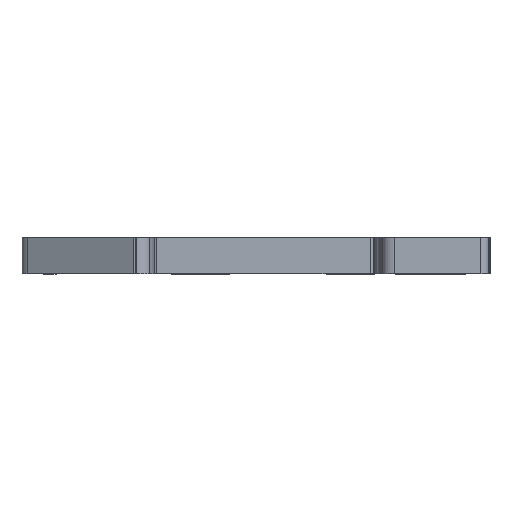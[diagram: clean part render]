
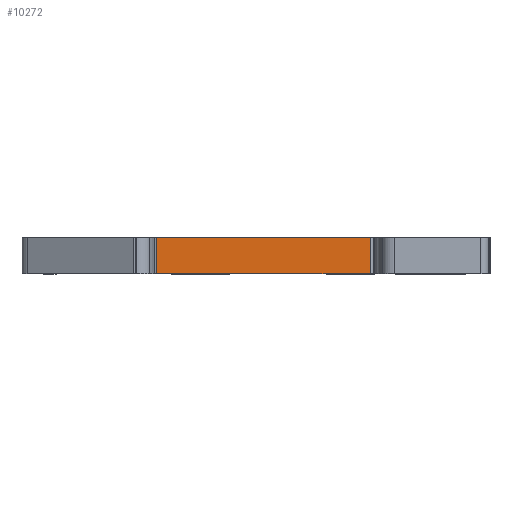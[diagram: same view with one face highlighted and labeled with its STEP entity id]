
A CAD part, front view. The second image highlights one B-rep face of the part: STEP entity #10272.
In plain terms, the highlighted planar face has unit normal (0, -1, 0).
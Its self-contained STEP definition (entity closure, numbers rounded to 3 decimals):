
#489=DIRECTION('',(1.,0.,0.));
#490=VECTOR('',#489,30.895);
#491=CARTESIAN_POINT('',(420.37,4.333,0.));
#492=LINE('',#491,#490);
#3753=DIRECTION('',(0.,0.,1.));
#3754=VECTOR('',#3753,5.2);
#3755=CARTESIAN_POINT('',(420.37,4.333,0.));
#3756=LINE('',#3755,#3754);
#3757=DIRECTION('',(1.,0.,0.));
#3758=VECTOR('',#3757,30.895);
#3759=CARTESIAN_POINT('',(420.37,4.333,5.2));
#3760=LINE('',#3759,#3758);
#3761=DIRECTION('',(0.,0.,1.));
#3762=VECTOR('',#3761,5.2);
#3763=CARTESIAN_POINT('',(451.265,4.333,0.));
#3764=LINE('',#3763,#3762);
#4969=CARTESIAN_POINT('',(420.37,4.333,0.));
#4970=VERTEX_POINT('',#4969);
#4971=CARTESIAN_POINT('',(451.265,4.333,0.));
#4972=VERTEX_POINT('',#4971);
#5516=CARTESIAN_POINT('',(451.265,4.333,5.2));
#5517=VERTEX_POINT('',#5516);
#5518=CARTESIAN_POINT('',(420.37,4.333,5.2));
#5519=VERTEX_POINT('',#5518);
#10260=CARTESIAN_POINT('',(420.37,4.333,0.));
#10261=DIRECTION('',(0.,-1.,0.));
#10262=DIRECTION('',(1.,0.,0.));
#10263=AXIS2_PLACEMENT_3D('',#10260,#10261,#10262);
#10264=PLANE('',#10263);
#10265=ORIENTED_EDGE('',*,*,#10252,.T.);
#10266=ORIENTED_EDGE('',*,*,#7802,.T.);
#10268=ORIENTED_EDGE('',*,*,#10267,.F.);
#10269=ORIENTED_EDGE('',*,*,#6447,.F.);
#10270=EDGE_LOOP('',(#10265,#10266,#10268,#10269));
#10271=FACE_OUTER_BOUND('',#10270,.F.);
#6447=EDGE_CURVE('',#4970,#4972,#492,.T.);
#7802=EDGE_CURVE('',#5519,#5517,#3760,.T.);
#10252=EDGE_CURVE('',#4970,#5519,#3756,.T.);
#10267=EDGE_CURVE('',#4972,#5517,#3764,.T.);
#10272=ADVANCED_FACE('',(#10271),#10264,.T.);
